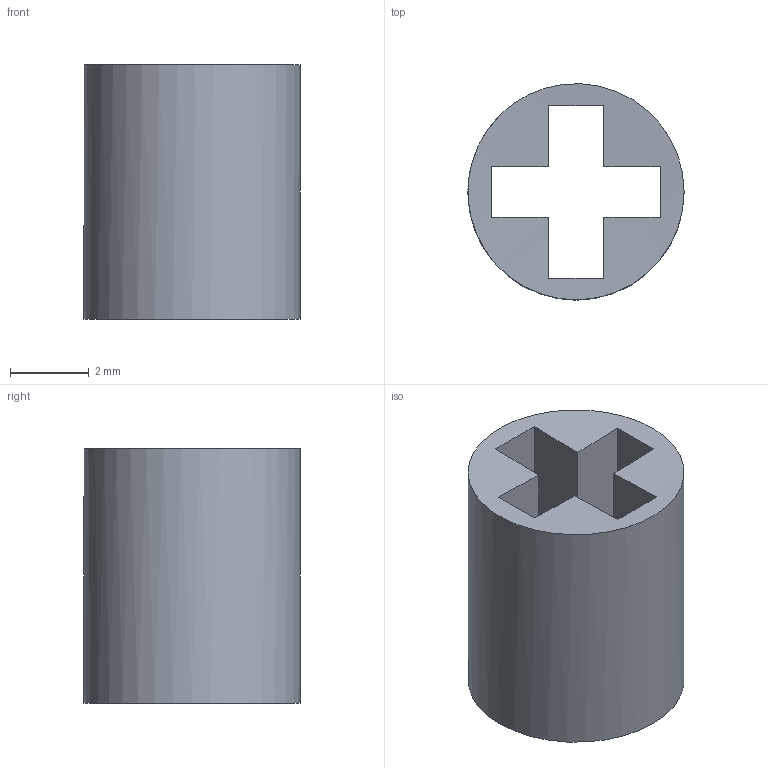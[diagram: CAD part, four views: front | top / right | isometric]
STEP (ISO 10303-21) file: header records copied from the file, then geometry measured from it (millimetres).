
FILE_DESCRIPTION( ( '' ), ' ' );
FILE_NAME( '5e398571cedc8815aea9525c.step', '2020-02-04T14:53:38', ( '' ), ( '' ), ' ', ' ', ' ' );
FILE_SCHEMA( ( 'AUTOMOTIVE_DESIGN { 1 0 10303 214 1 1 1 1 }' ) );
Length unit declared in the file: metre
Products named in the file (1): Stem
Bounding box: 5.5 x 5.5 x 6.47 mm (x, y, z)
Volume: 88.5 mm3; surface area: 248.8 mm2
Topology: 1 solids, 1 shells, 27 faces, 65 edges, 39 vertices
Faces by surface type: plane 25, sphere 1, cylinder 1
Full cylindrical faces by diameter (mm): 5.5 x1
Entity records: 986 total; most frequent: DIRECTION 132, CARTESIAN_POINT 128, ORIENTED_EDGE 124, EDGE_CURVE 62, LINE 48, VECTOR 48, AXIS2_PLACEMENT_3D 42, VERTEX_POINT 38
